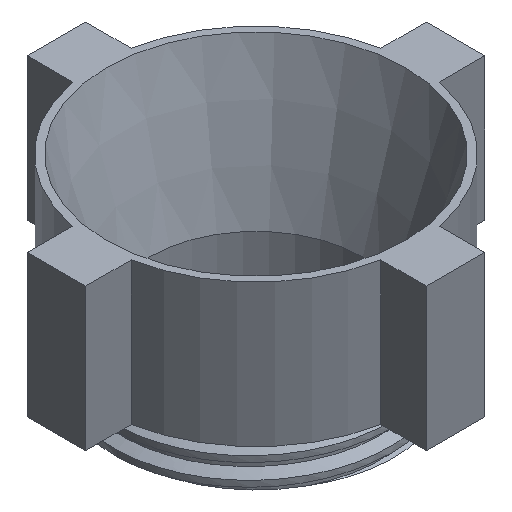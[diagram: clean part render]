
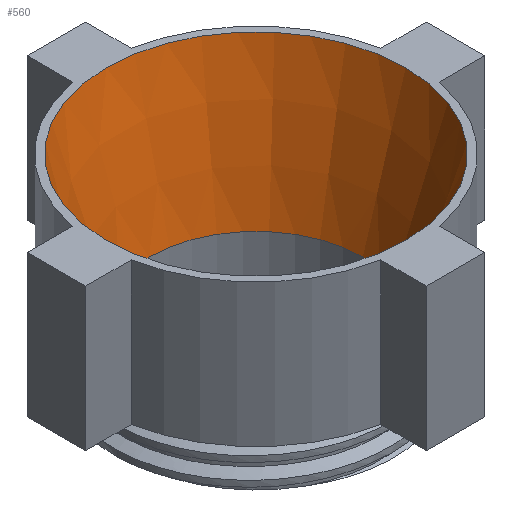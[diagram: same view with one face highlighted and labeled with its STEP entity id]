
A CAD part, isometric view. The second image highlights one B-rep face of the part: STEP entity #560.
In plain terms, the highlighted conical face has half-angle 16.699 degrees and reference radius 9 mm.
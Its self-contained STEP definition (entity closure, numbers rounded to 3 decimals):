
#35=CONICAL_SURFACE('',#608,9.,0.291);
#42=FACE_OUTER_BOUND('',#73,.T.);
#73=EDGE_LOOP('',(#398,#399,#400,#401,#402));
#104=CIRCLE('',#609,10.5);
#105=CIRCLE('',#610,7.5);
#106=CIRCLE('',#611,7.5);
#143=LINE('',#1060,#191);
#191=VECTOR('',#675,9.);
#250=VERTEX_POINT('',#1057);
#251=VERTEX_POINT('',#1059);
#252=VERTEX_POINT('',#1061);
#310=EDGE_CURVE('',#250,#250,#104,.T.);
#311=EDGE_CURVE('',#250,#251,#143,.T.);
#312=EDGE_CURVE('',#251,#252,#105,.T.);
#313=EDGE_CURVE('',#252,#251,#106,.T.);
#398=ORIENTED_EDGE('',*,*,#310,.T.);
#399=ORIENTED_EDGE('',*,*,#311,.T.);
#400=ORIENTED_EDGE('',*,*,#312,.T.);
#401=ORIENTED_EDGE('',*,*,#313,.T.);
#402=ORIENTED_EDGE('',*,*,#311,.F.);
#560=ADVANCED_FACE('',(#42),#35,.F.);
#608=AXIS2_PLACEMENT_3D('',#1056,#671,#672);
#609=AXIS2_PLACEMENT_3D('',#1058,#673,#674);
#610=AXIS2_PLACEMENT_3D('',#1062,#676,#677);
#611=AXIS2_PLACEMENT_3D('',#1063,#678,#679);
#671=DIRECTION('center_axis',(0.,0.,1.));
#672=DIRECTION('ref_axis',(-1.,0.,0.));
#673=DIRECTION('center_axis',(0.,0.,1.));
#674=DIRECTION('ref_axis',(-1.,0.,0.));
#675=DIRECTION('',(-0.287,0.,-0.958));
#676=DIRECTION('center_axis',(0.,0.,-1.));
#677=DIRECTION('ref_axis',(-1.,0.,0.));
#678=DIRECTION('center_axis',(0.,0.,-1.));
#679=DIRECTION('ref_axis',(-1.,0.,0.));
#1056=CARTESIAN_POINT('Origin',(0.,0.,9.));
#1057=CARTESIAN_POINT('',(10.5,0.,14.));
#1058=CARTESIAN_POINT('Origin',(0.,0.,14.));
#1059=CARTESIAN_POINT('',(7.5,0.,4.));
#1060=CARTESIAN_POINT('',(9.,0.,9.));
#1061=CARTESIAN_POINT('',(-7.5,0.,4.));
#1062=CARTESIAN_POINT('Origin',(0.,0.,4.));
#1063=CARTESIAN_POINT('Origin',(0.,0.,4.));
